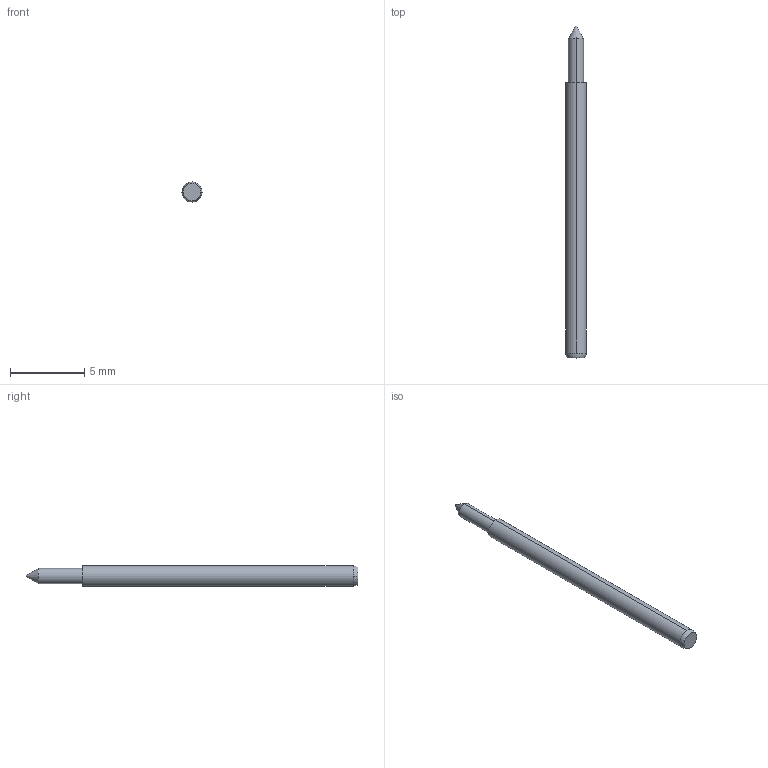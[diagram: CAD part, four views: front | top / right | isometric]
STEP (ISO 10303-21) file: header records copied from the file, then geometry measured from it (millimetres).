
FILE_DESCRIPTION (( 'STEP AP214' ), '1' );
FILE_NAME ('100-PL_1541_.STEP', '2011-10-18T16:26:08', ( 'Authorized User' ), ( '' ), 'SwSTEP 2.0', 'SolidWorks 2011', '' );
FILE_SCHEMA (( 'AUTOMOTIVE_DESIGN' ));
Length unit declared in the file: inch
Products named in the file (1): 100-PL_1541_
Bounding box: 1.37 x 22.35 x 1.37 mm (x, y, z)
Volume: 29.8 mm3; surface area: 92.5 mm2
Topology: 1 solids, 1 shells, 11 faces, 24 edges, 14 vertices
Faces by surface type: cylinder 4, plane 3, sphere 2, cone 2
Entity records: 336 total; most frequent: DIRECTION 62, CARTESIAN_POINT 48, ORIENTED_EDGE 44, AXIS2_PLACEMENT_3D 28, EDGE_CURVE 22, CIRCLE 16, VERTEX_POINT 14, EDGE_LOOP 12
